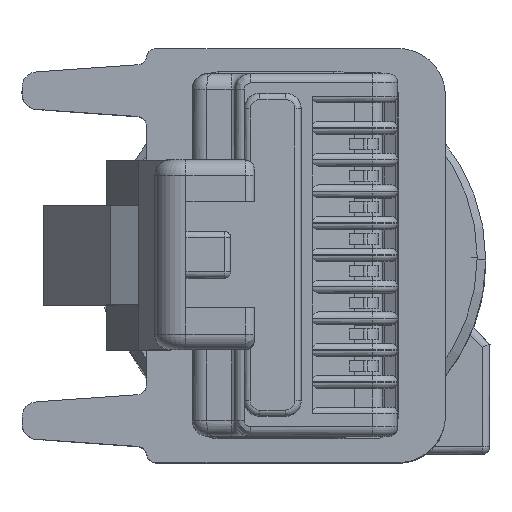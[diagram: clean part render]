
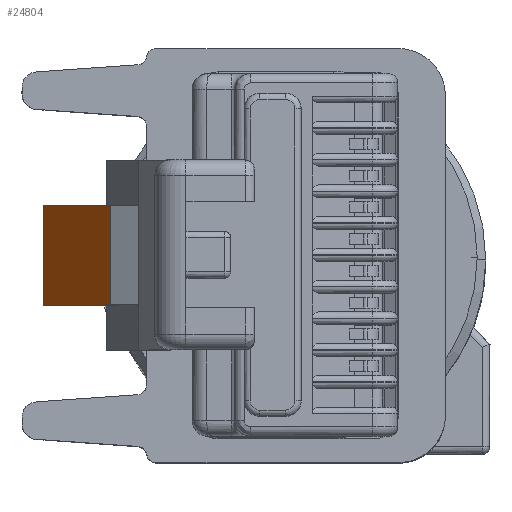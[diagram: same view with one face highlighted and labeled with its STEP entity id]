
A CAD part, top view. The second image highlights one B-rep face of the part: STEP entity #24804.
In plain terms, the highlighted planar face has unit normal (-0.979, 0, 0.203).
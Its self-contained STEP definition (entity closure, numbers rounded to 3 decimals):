
#24791=AXIS2_PLACEMENT_3D('Plane Axis2P3D',#24788,#24789,#24790) ;
#22953=CARTESIAN_POINT('Line Origine',(2.838,6.65,134.834)) ;
#22957=CARTESIAN_POINT('Vertex',(2.838,8.25,134.834)) ;
#22959=CARTESIAN_POINT('Vertex',(2.838,5.05,134.834)) ;
#23015=CARTESIAN_POINT('Line Origine',(1.765,5.05,129.666)) ;
#23019=CARTESIAN_POINT('Vertex',(0.692,5.05,124.498)) ;
#23079=CARTESIAN_POINT('Line Origine',(1.765,8.25,129.666)) ;
#23083=CARTESIAN_POINT('Vertex',(0.692,8.25,124.498)) ;
#24788=CARTESIAN_POINT('Axis2P3D Location',(2.838,5.05,134.834)) ;
#24793=CARTESIAN_POINT('Line Origine',(0.692,6.65,124.498)) ;
#22954=DIRECTION('Vector Direction',(0.,-1.,0.)) ;
#23016=DIRECTION('Vector Direction',(-0.203,0.,-0.979)) ;
#23080=DIRECTION('Vector Direction',(0.203,0.,0.979)) ;
#24789=DIRECTION('Axis2P3D Direction',(0.979,0.,-0.203)) ;
#24790=DIRECTION('Axis2P3D XDirection',(-0.203,0.,-0.979)) ;
#24794=DIRECTION('Vector Direction',(0.,-1.,0.)) ;
#22955=VECTOR('Line Direction',#22954,1.) ;
#23017=VECTOR('Line Direction',#23016,1.) ;
#23081=VECTOR('Line Direction',#23080,1.) ;
#24795=VECTOR('Line Direction',#24794,1.) ;
#24799=ORIENTED_EDGE('',*,*,#23021,.F.) ;
#24800=ORIENTED_EDGE('',*,*,#22961,.F.) ;
#24801=ORIENTED_EDGE('',*,*,#23085,.F.) ;
#24802=ORIENTED_EDGE('',*,*,#24797,.T.) ;
#24804=ADVANCED_FACE('Hauptk\X2\00F6\X0\rper',(#24803),#24792,.F.) ;
#22961=EDGE_CURVE('',#22958,#22960,#22956,.T.) ;
#23021=EDGE_CURVE('',#22960,#23020,#23018,.T.) ;
#23085=EDGE_CURVE('',#23084,#22958,#23082,.T.) ;
#24797=EDGE_CURVE('',#23084,#23020,#24796,.T.) ;
#24798=EDGE_LOOP('',(#24799,#24800,#24801,#24802)) ;
#24803=FACE_OUTER_BOUND('',#24798,.T.) ;
#22956=LINE('Line',#22953,#22955) ;
#23018=LINE('Line',#23015,#23017) ;
#23082=LINE('Line',#23079,#23081) ;
#24796=LINE('Line',#24793,#24795) ;
#24792=PLANE('',#24791) ;
#22958=VERTEX_POINT('',#22957) ;
#22960=VERTEX_POINT('',#22959) ;
#23020=VERTEX_POINT('',#23019) ;
#23084=VERTEX_POINT('',#23083) ;
